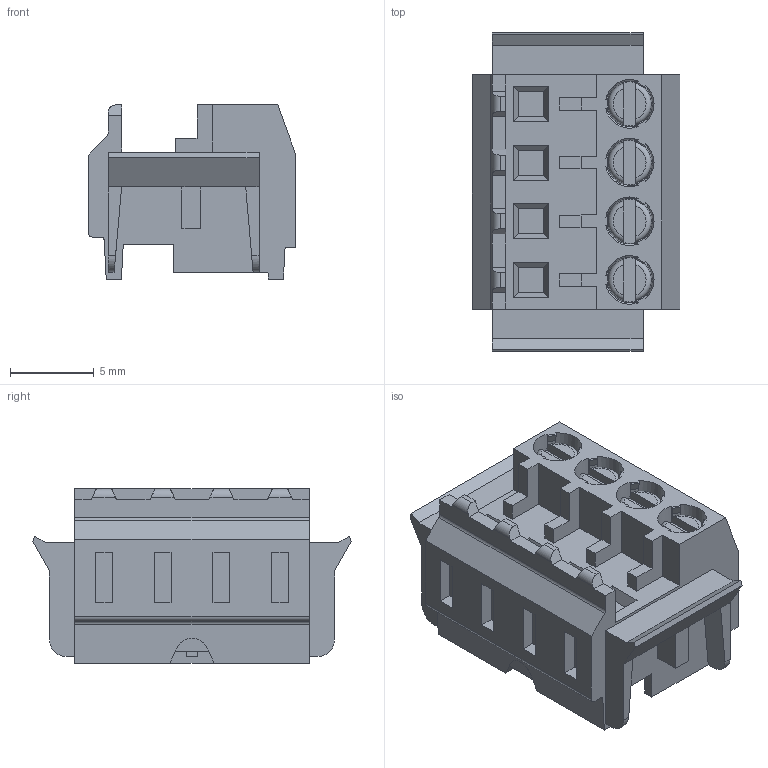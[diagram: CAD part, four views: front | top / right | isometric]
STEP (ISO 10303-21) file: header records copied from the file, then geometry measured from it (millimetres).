
FILE_DESCRIPTION( ( 'STEP AP214' ), '1' );
FILE_NAME( 'MD212-35004-20230314.stp', '2023-03-14T08:58:17', ( ' ' ), ( ' ' ), 'XStep 1.0', ' ', ' ' );
FILE_SCHEMA( ( 'CONFIG_CONTROL_DESIGN) ( )' ) );
Length unit declared in the file: metre
Products named in the file (1): 1
Bounding box: 12.4 x 19 x 10.4 mm (x, y, z)
Volume: 1112.1 mm3; surface area: 2263.3 mm2
Topology: 1 solids, 1 shells, 653 faces, 1801 edges, 1178 vertices
Faces by surface type: plane 477, cylinder 148, torus 12, cone 8, bspline 8
Full cylindrical faces by diameter (mm): 1.9 x24, 2.7 x4
Entity records: 24898 total; most frequent: CARTESIAN_POINT 5565, ORIENTED_EDGE 3434, DIRECTION 3241, EDGE_CURVE 1717, LINE 1341, VECTOR 1341, VERTEX_POINT 1138, AXIS2_PLACEMENT_3D 950
